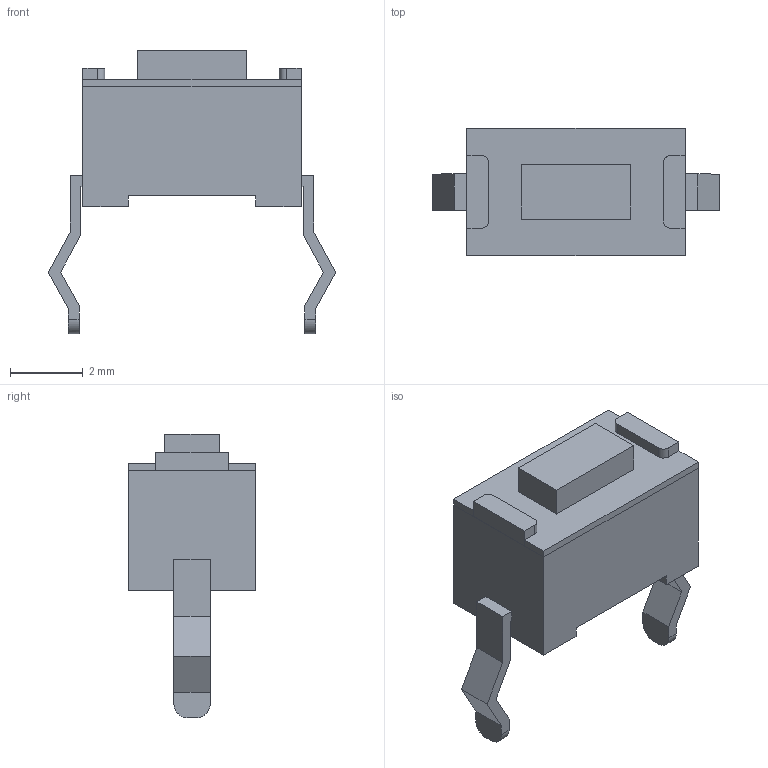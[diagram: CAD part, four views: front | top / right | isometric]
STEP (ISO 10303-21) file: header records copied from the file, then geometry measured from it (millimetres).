
FILE_DESCRIPTION(('Open CASCADE Model'),'2;1');
FILE_NAME('Open CASCADE Shape Model','2025-09-12T18:01:22',('Author'),( 'Open CASCADE'),'Open CASCADE STEP processor 7.8','Open CASCADE 7.8' ,'Unknown');
FILE_SCHEMA(('AUTOMOTIVE_DESIGN { 1 0 10303 214 1 1 1 1 }'));
Length unit declared in the file: millimetre
Products named in the file (1): COMPOUND
Bounding box: 7.9 x 3.5 x 7.8 mm (x, y, z)
Volume: 76.5 mm3; surface area: 195.4 mm2
Topology: 20 solids, 20 shells, 385 faces, 1011 edges, 674 vertices
Faces by surface type: bspline 385
Entity records: 14589 total; most frequent: CARTESIAN_POINT 5828, ORIENTED_EDGE 2022, EDGE_CURVE 1011, B_SPLINE_CURVE_WITH_KNOTS 987, VERTEX_POINT 674, FACE_BOUND 407, EDGE_LOOP 407, ADVANCED_FACE 385
